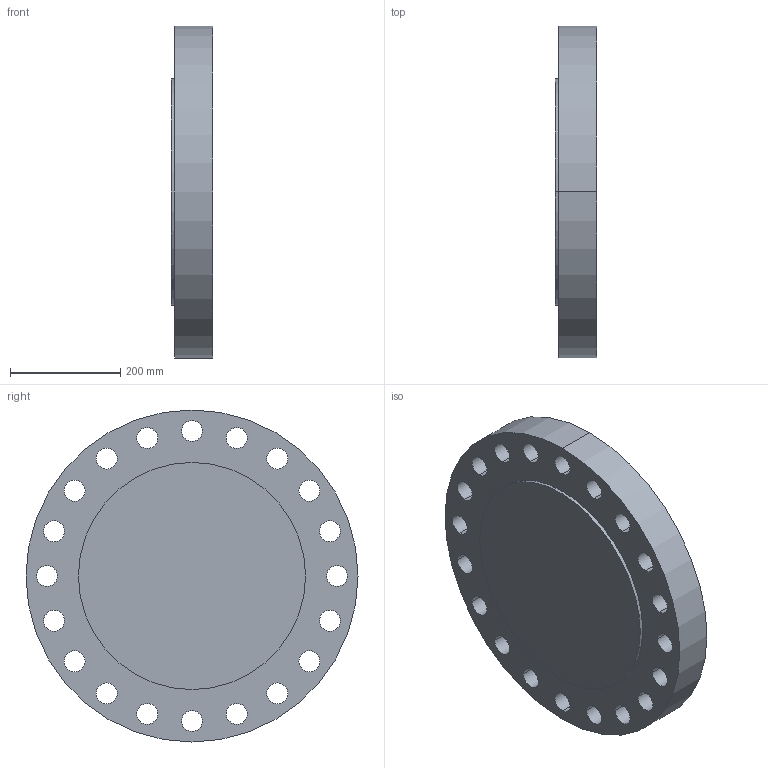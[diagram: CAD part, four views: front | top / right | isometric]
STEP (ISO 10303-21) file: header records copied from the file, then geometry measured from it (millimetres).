
FILE_DESCRIPTION (( 'STEP AP203' ), '1' );
FILE_NAME ('14_600_B165_RF_BLF.STEP', '2024-01-12T20:07:02', ( '' ), ( '' ), 'SwSTEP 2.0', 'SolidWorks 2023', '' );
FILE_SCHEMA (( 'CONFIG_CONTROL_DESIGN' ));
Length unit declared in the file: inch
Products named in the file (1): 14_600_B165_RF_BLF
Bounding box: 76.2 x 603.25 x 603.25 mm (x, y, z)
Volume: 19221093.2 mm3; surface area: 833850.5 mm2
Topology: 1 solids, 1 shells, 47 faces, 132 edges, 88 vertices
Faces by surface type: cylinder 44, plane 3
Entity records: 1733 total; most frequent: DIRECTION 316, CARTESIAN_POINT 268, ORIENTED_EDGE 264, AXIS2_PLACEMENT_3D 136, EDGE_CURVE 132, EDGE_LOOP 88, CIRCLE 88, VERTEX_POINT 88
